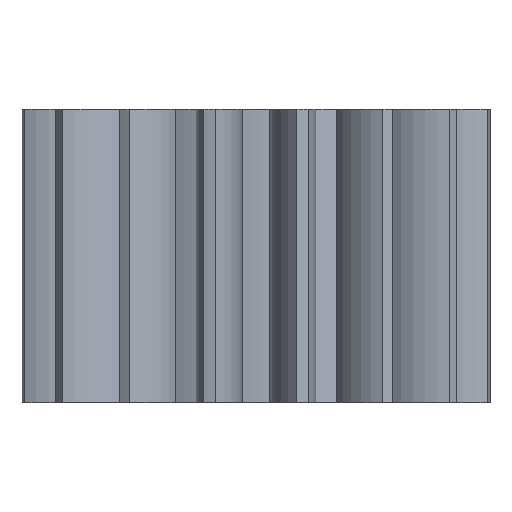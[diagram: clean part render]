
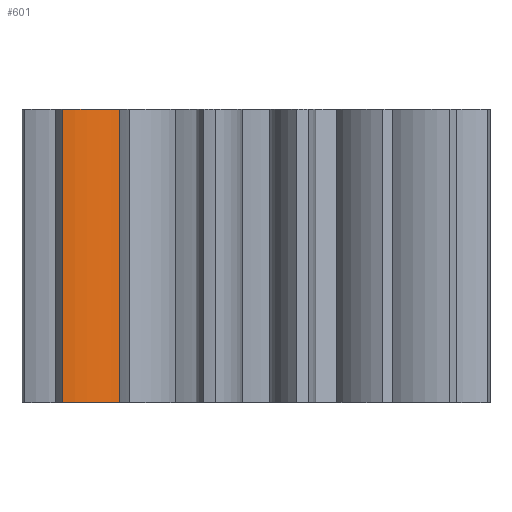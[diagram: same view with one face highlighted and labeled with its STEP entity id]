
A CAD part, top view. The second image highlights one B-rep face of the part: STEP entity #601.
In plain terms, the highlighted cylindrical face has radius 2.88 mm (diameter 5.76 mm), a partial arc.
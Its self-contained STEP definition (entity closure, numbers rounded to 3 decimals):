
#61 = CARTESIAN_POINT ( 'NONE',  ( -6.524, 10., 1.792 ) ) ;
#75 = DIRECTION ( 'NONE',  ( 0., -1., 0. ) ) ;
#91 = CIRCLE ( 'NONE', #670, 2.88 ) ;
#115 = VECTOR ( 'NONE', #75, 1000. ) ;
#262 = DIRECTION ( 'NONE',  ( 0., 1., 0. ) ) ;
#281 = CARTESIAN_POINT ( 'NONE',  ( -6.618, 10., 4.671 ) ) ;
#322 = VERTEX_POINT ( 'NONE', #1233 ) ;
#364 = VERTEX_POINT ( 'NONE', #2296 ) ;
#413 = EDGE_CURVE ( 'NONE', #497, #322, #91, .T. ) ;
#431 = CARTESIAN_POINT ( 'NONE',  ( -6.618, 10., 4.671 ) ) ;
#497 = VERTEX_POINT ( 'NONE', #281 ) ;
#580 = AXIS2_PLACEMENT_3D ( 'NONE', #2515, #1523, #744 ) ;
#601 = ADVANCED_FACE ( 'NONE', ( #2545 ), #2310, .T. ) ;
#670 = AXIS2_PLACEMENT_3D ( 'NONE', #61, #262, #1873 ) ;
#744 = DIRECTION ( 'NONE',  ( 0., 0., -1. ) ) ;
#755 = ORIENTED_EDGE ( 'NONE', *, *, #2042, .T. ) ;
#786 = CARTESIAN_POINT ( 'NONE',  ( -4.615, 10., 3.949 ) ) ;
#1103 = EDGE_CURVE ( 'NONE', #364, #2023, #2315, .T. ) ;
#1188 = DIRECTION ( 'NONE',  ( 0., -1., 0. ) ) ;
#1233 = CARTESIAN_POINT ( 'NONE',  ( -4.615, 10., 3.949 ) ) ;
#1351 = EDGE_CURVE ( 'NONE', #322, #2023, #1815, .T. ) ;
#1478 = DIRECTION ( 'NONE',  ( 0., 1., 0. ) ) ;
#1523 = DIRECTION ( 'NONE',  ( 0., -1., 0. ) ) ;
#1524 = AXIS2_PLACEMENT_3D ( 'NONE', #2243, #1478, #2269 ) ;
#1809 = ORIENTED_EDGE ( 'NONE', *, *, #413, .F. ) ;
#1815 = LINE ( 'NONE', #786, #1856 ) ;
#1856 = VECTOR ( 'NONE', #1188, 1000. ) ;
#1873 = DIRECTION ( 'NONE',  ( 0., 0., 1. ) ) ;
#1936 = EDGE_LOOP ( 'NONE', ( #2125, #2030, #1809, #755 ) ) ;
#2023 = VERTEX_POINT ( 'NONE', #2459 ) ;
#2030 = ORIENTED_EDGE ( 'NONE', *, *, #1351, .F. ) ;
#2042 = EDGE_CURVE ( 'NONE', #497, #364, #2248, .T. ) ;
#2125 = ORIENTED_EDGE ( 'NONE', *, *, #1103, .T. ) ;
#2243 = CARTESIAN_POINT ( 'NONE',  ( -6.524, 0., 1.792 ) ) ;
#2248 = LINE ( 'NONE', #431, #115 ) ;
#2269 = DIRECTION ( 'NONE',  ( 0., 0., 1. ) ) ;
#2296 = CARTESIAN_POINT ( 'NONE',  ( -6.618, 0., 4.671 ) ) ;
#2310 = CYLINDRICAL_SURFACE ( 'NONE', #580, 2.88 ) ;
#2315 = CIRCLE ( 'NONE', #1524, 2.88 ) ;
#2459 = CARTESIAN_POINT ( 'NONE',  ( -4.615, 0., 3.949 ) ) ;
#2515 = CARTESIAN_POINT ( 'NONE',  ( -6.524, 10., 1.792 ) ) ;
#2545 = FACE_OUTER_BOUND ( 'NONE', #1936, .T. ) ;
